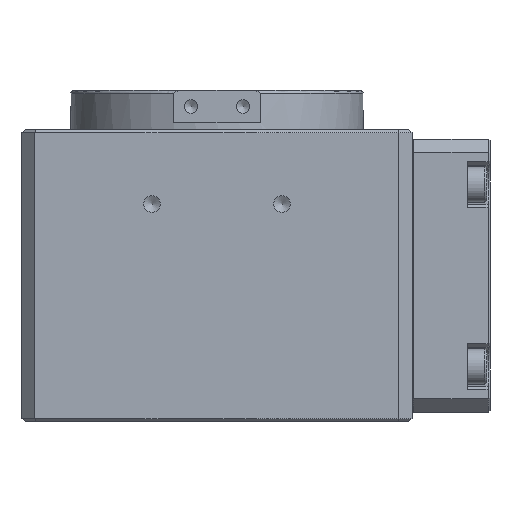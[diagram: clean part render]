
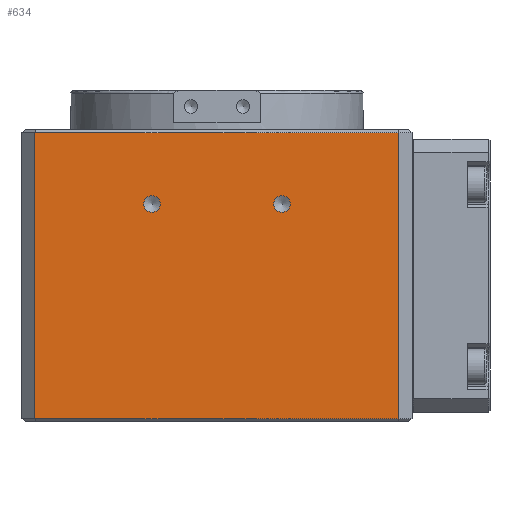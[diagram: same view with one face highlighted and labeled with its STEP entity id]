
A CAD part, left-side view. The second image highlights one B-rep face of the part: STEP entity #634.
In plain terms, the highlighted planar face has unit normal (-1, 0, 0).
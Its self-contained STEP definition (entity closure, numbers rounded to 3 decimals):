
#634 = ADVANCED_FACE( '', ( #1371, #1372, #1373 ), #1374, .F. );
#1371 = FACE_BOUND( '', #6030, .T. );
#1372 = FACE_BOUND( '', #6031, .T. );
#1373 = FACE_OUTER_BOUND( '', #6032, .T. );
#1374 = PLANE( '', #6033 );
#6030 = EDGE_LOOP( '', ( #14107 ) );
#6031 = EDGE_LOOP( '', ( #14108 ) );
#6032 = EDGE_LOOP( '', ( #14109, #14110, #14111, #14112 ) );
#6033 = AXIS2_PLACEMENT_3D( '', #14113, #14114, #14115 );
#14107 = ORIENTED_EDGE( '', *, *, #15390, .T. );
#14108 = ORIENTED_EDGE( '', *, *, #15268, .T. );
#14109 = ORIENTED_EDGE( '', *, *, #15218, .T. );
#14110 = ORIENTED_EDGE( '', *, *, #14973, .T. );
#14111 = ORIENTED_EDGE( '', *, *, #15391, .T. );
#14112 = ORIENTED_EDGE( '', *, *, #15392, .T. );
#14113 = CARTESIAN_POINT( '', ( -42., 30., 22.5 ) );
#14114 = DIRECTION( '', ( 1., 0., 0. ) );
#14115 = DIRECTION( '', ( 0., 1., 0. ) );
#14973 = EDGE_CURVE( '', #15698, #15703, #15705, .T. );
#15218 = EDGE_CURVE( '', #16101, #15698, #16102, .T. );
#15268 = EDGE_CURVE( '', #16172, #16172, #16173, .T. );
#15390 = EDGE_CURVE( '', #16329, #16329, #16330, .T. );
#15391 = EDGE_CURVE( '', #15703, #16319, #16331, .T. );
#15392 = EDGE_CURVE( '', #16319, #16101, #16332, .T. );
#15698 = VERTEX_POINT( '', #17813 );
#15703 = VERTEX_POINT( '', #17820 );
#15705 = LINE( '', #17823, #17824 );
#16101 = VERTEX_POINT( '', #19942 );
#16102 = LINE( '', #19943, #19944 );
#16172 = VERTEX_POINT( '', #20058 );
#16173 = CIRCLE( '', #20059, 1.25 );
#16319 = VERTEX_POINT( '', #21812 );
#16329 = VERTEX_POINT( '', #21826 );
#16330 = CIRCLE( '', #21827, 1.25 );
#16331 = LINE( '', #21828, #21829 );
#16332 = LINE( '', #21830, #21831 );
#17813 = CARTESIAN_POINT( '', ( -42., 28., -22. ) );
#17820 = CARTESIAN_POINT( '', ( -42., -28., -22. ) );
#17823 = CARTESIAN_POINT( '', ( -42., 30., -22. ) );
#17824 = VECTOR( '', #24345, 1000. );
#19942 = CARTESIAN_POINT( '', ( -42., 28., 22. ) );
#19943 = CARTESIAN_POINT( '', ( -42., 28., 22.5 ) );
#19944 = VECTOR( '', #24646, 1000. );
#20058 = CARTESIAN_POINT( '', ( -42., 8.75, 11. ) );
#20059 = AXIS2_PLACEMENT_3D( '', #24707, #24708, #24709 );
#21812 = CARTESIAN_POINT( '', ( -42., -28., 22. ) );
#21826 = CARTESIAN_POINT( '', ( -42., -11.25, 11. ) );
#21827 = AXIS2_PLACEMENT_3D( '', #24817, #24818, #24819 );
#21828 = CARTESIAN_POINT( '', ( -42., -28., 22.5 ) );
#21829 = VECTOR( '', #24820, 1000. );
#21830 = CARTESIAN_POINT( '', ( -42., 28., 22. ) );
#21831 = VECTOR( '', #24821, 1000. );
#24345 = DIRECTION( '', ( 0., -1., 0. ) );
#24646 = DIRECTION( '', ( 0., 0., -1. ) );
#24707 = CARTESIAN_POINT( '', ( -42., 10., 11. ) );
#24708 = DIRECTION( '', ( 1., 0., 0. ) );
#24709 = DIRECTION( '', ( 0., -1., 0. ) );
#24817 = CARTESIAN_POINT( '', ( -42., -10., 11. ) );
#24818 = DIRECTION( '', ( 1., 0., 0. ) );
#24819 = DIRECTION( '', ( 0., -1., 0. ) );
#24820 = DIRECTION( '', ( 0., 0., 1. ) );
#24821 = DIRECTION( '', ( 0., 1., 0. ) );
